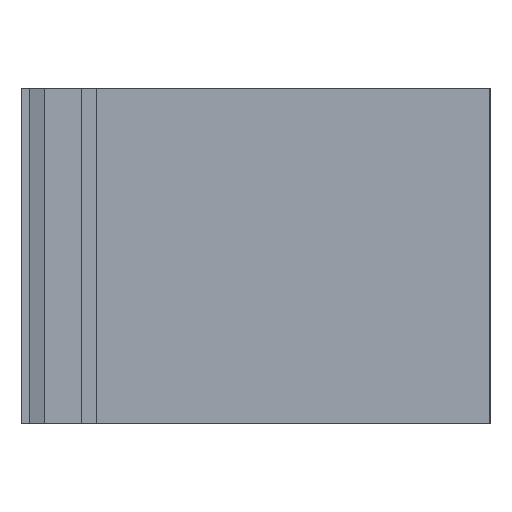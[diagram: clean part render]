
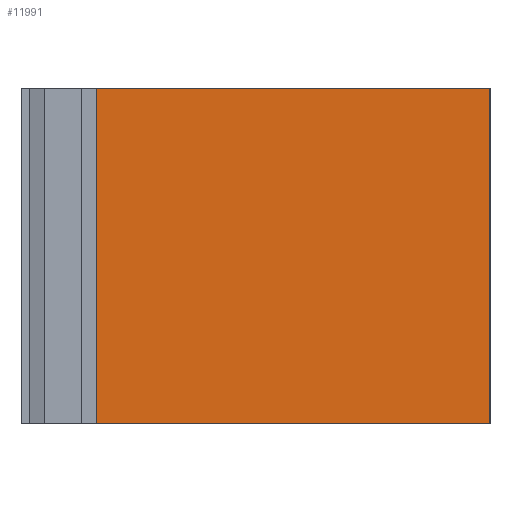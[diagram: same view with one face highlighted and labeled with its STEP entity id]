
A CAD part, left-side view. The second image highlights one B-rep face of the part: STEP entity #11991.
In plain terms, the highlighted planar face has unit normal (-1, 0, 0).
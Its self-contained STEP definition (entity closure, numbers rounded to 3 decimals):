
#11894=CARTESIAN_POINT('',(0.0,-28.,22.5));
#11895=VERTEX_POINT('',#11894);
#11896=CARTESIAN_POINT('',(0.0,25.0,22.5));
#11897=VERTEX_POINT('',#11896);
#11898=CARTESIAN_POINT('',(0.0,-28.,22.5));
#11899=DIRECTION('',(0.0,1.0,0.0));
#11900=VECTOR('',#11899,53.0);
#11901=LINE('',#11898,#11900);
#11902=EDGE_CURVE('',#11895,#11897,#11901,.T.);
#11961=CARTESIAN_POINT('',(0.0,-28.,0.0));
#11962=DIRECTION('',(-1.0,0.0,0.0));
#11963=DIRECTION('',(0.0,0.0,1.0));
#11964=AXIS2_PLACEMENT_3D('',#11961,#11962,#11963);
#11965=PLANE('',#11964);
#11966=CARTESIAN_POINT('',(0.0,25.0,-22.5));
#11967=VERTEX_POINT('',#11966);
#11968=CARTESIAN_POINT('',(0.0,-28.,-22.5));
#11969=VERTEX_POINT('',#11968);
#11970=CARTESIAN_POINT('',(0.0,25.0,-22.5));
#11971=DIRECTION('',(0.0,-1.0,0.0));
#11972=VECTOR('',#11971,53.0);
#11973=LINE('',#11970,#11972);
#11974=EDGE_CURVE('',#11967,#11969,#11973,.T.);
#11975=ORIENTED_EDGE('',*,*,#11974,.T.);
#11976=CARTESIAN_POINT('',(0.0,-28.,-22.5));
#11977=DIRECTION('',(0.0,0.0,1.0));
#11978=VECTOR('',#11977,45.0);
#11979=LINE('',#11976,#11978);
#11980=EDGE_CURVE('',#11969,#11895,#11979,.T.);
#11981=ORIENTED_EDGE('',*,*,#11980,.T.);
#11982=ORIENTED_EDGE('',*,*,#11902,.T.);
#11983=CARTESIAN_POINT('',(0.0,25.0,-22.5));
#11984=DIRECTION('',(0.0,0.0,1.0));
#11985=VECTOR('',#11984,45.0);
#11986=LINE('',#11983,#11985);
#11987=EDGE_CURVE('',#11967,#11897,#11986,.T.);
#11988=ORIENTED_EDGE('',*,*,#11987,.F.);
#11989=EDGE_LOOP('',(#11975,#11981,#11982,#11988));
#11990=FACE_OUTER_BOUND('',#11989,.T.);
#11991=ADVANCED_FACE('',(#11990),#11965,.T.);
